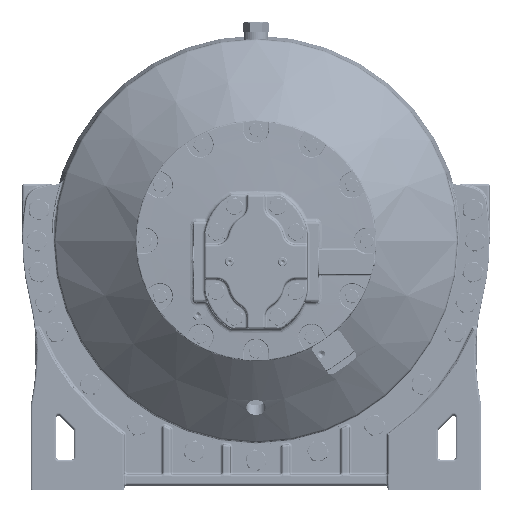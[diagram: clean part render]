
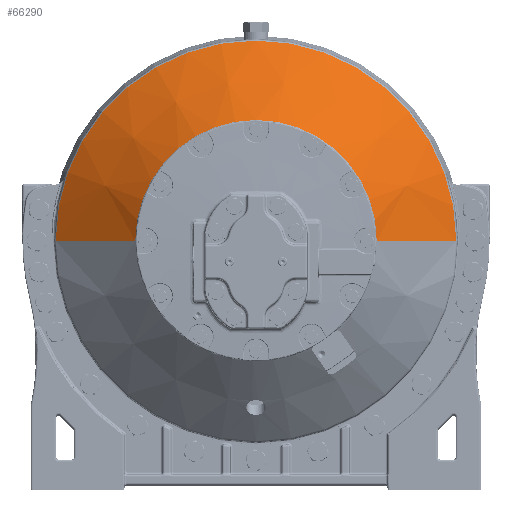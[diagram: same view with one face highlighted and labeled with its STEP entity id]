
A CAD part, top view. The second image highlights one B-rep face of the part: STEP entity #66290.
In plain terms, the highlighted conical face has half-angle 50 degrees and reference radius 239.939 mm.
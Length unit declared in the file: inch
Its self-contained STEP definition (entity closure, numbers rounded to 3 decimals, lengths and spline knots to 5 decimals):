
#48067=CARTESIAN_POINT('',(0.,0.,-4.15127));
#48068=DIRECTION('',(0.,0.,-1.));
#48069=DIRECTION('',(-1.,0.,0.));
#48070=AXIS2_PLACEMENT_3D('',#48067,#48068,#48069);
#48072=DIRECTION('',(0.766,0.,-0.643));
#48073=VECTOR('',#48072,6.10741);
#48074=CARTESIAN_POINT('',(7.10715,0.,-0.2255));
#48075=LINE('',#48074,#48073);
#48076=DIRECTION('',(0.766,0.,0.643));
#48077=VECTOR('',#48076,6.10741);
#48078=CARTESIAN_POINT('',(-11.7857,0.,-4.15127));
#48079=LINE('',#48078,#48077);
#48235=CARTESIAN_POINT('',(0.,0.,-0.2255));
#48236=DIRECTION('',(0.,0.,1.));
#48237=DIRECTION('',(1.,0.,0.));
#48238=AXIS2_PLACEMENT_3D('',#48235,#48236,#48237);
#63086=CARTESIAN_POINT('',(-11.7857,0.,-4.15127));
#63087=VERTEX_POINT('',#63086);
#63088=CARTESIAN_POINT('',(11.7857,0.,-4.15127));
#63089=VERTEX_POINT('',#63088);
#63314=CARTESIAN_POINT('',(7.10715,0.,-0.2255));
#63315=VERTEX_POINT('',#63314);
#63316=CARTESIAN_POINT('',(-7.10715,0.,-0.2255));
#63317=VERTEX_POINT('',#63316);
#66276=CARTESIAN_POINT('',(0.,0.,-2.18838));
#66277=DIRECTION('',(0.,0.,-1.));
#66278=DIRECTION('',(-1.,0.,0.));
#66279=AXIS2_PLACEMENT_3D('',#66276,#66277,#66278);
#66280=CONICAL_SURFACE('',#66279,9.44642,50.);
#66282=ORIENTED_EDGE('',*,*,#66281,.F.);
#66284=ORIENTED_EDGE('',*,*,#66283,.T.);
#66286=ORIENTED_EDGE('',*,*,#66285,.F.);
#66287=ORIENTED_EDGE('',*,*,#66264,.T.);
#66288=EDGE_LOOP('',(#66282,#66284,#66286,#66287));
#66289=FACE_OUTER_BOUND('',#66288,.F.);
#48071=CIRCLE('',#48070,11.7857);
#48239=CIRCLE('',#48238,7.10715);
#66264=EDGE_CURVE('',#63087,#63089,#48071,.T.);
#66281=EDGE_CURVE('',#63315,#63089,#48075,.T.);
#66283=EDGE_CURVE('',#63315,#63317,#48239,.T.);
#66285=EDGE_CURVE('',#63087,#63317,#48079,.T.);
#66290=ADVANCED_FACE('',(#66289),#66280,.T.);
